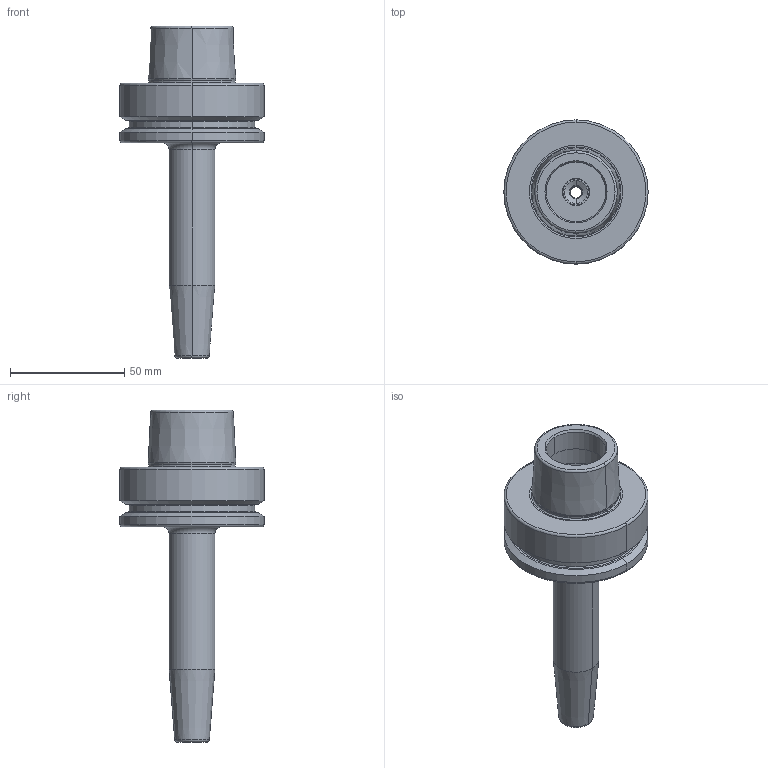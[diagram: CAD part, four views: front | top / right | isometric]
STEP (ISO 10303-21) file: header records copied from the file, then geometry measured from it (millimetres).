
FILE_DESCRIPTION((''),'2;1');
FILE_NAME('F63_70_05_1','2020-11-24T',('104091'),(''),'CREO PARAMETRIC BY PTC INC, 2016260','CREO PARAMETRIC BY PTC INC, 2016260','');
FILE_SCHEMA(('CONFIG_CONTROL_DESIGN'));
Length unit declared in the file: millimetre
Products named in the file (1): F63_70_05_1
Bounding box: 63 x 63 x 145 mm (x, y, z)
Volume: 106677.4 mm3; surface area: 25569.5 mm2
Topology: 1 solids, 1 shells, 76 faces, 153 edges, 86 vertices
Faces by surface type: torus 24, cylinder 22, cone 22, plane 8
Entity records: 2032 total; most frequent: DIRECTION 419, CARTESIAN_POINT 316, ORIENTED_EDGE 304, AXIS2_PLACEMENT_3D 187, EDGE_CURVE 152, CIRCLE 108, VERTEX_POINT 84, EDGE_LOOP 84
